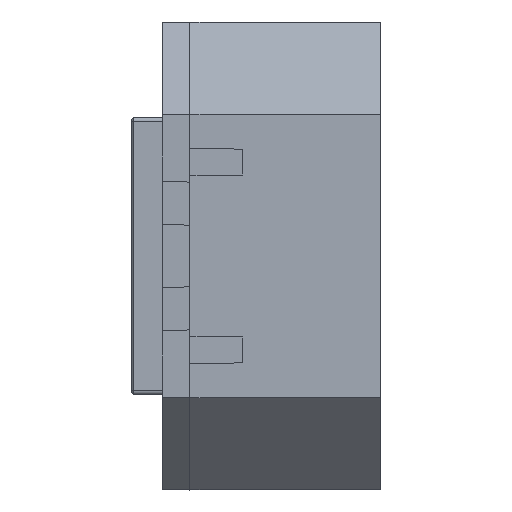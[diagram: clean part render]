
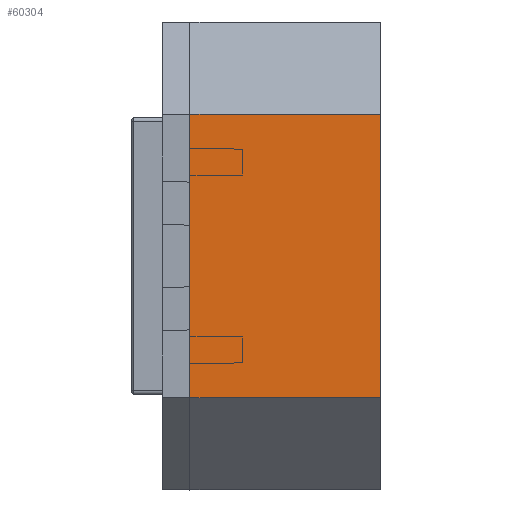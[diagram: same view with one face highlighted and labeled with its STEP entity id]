
A CAD part, left-side view. The second image highlights one B-rep face of the part: STEP entity #60304.
In plain terms, the highlighted planar face has unit normal (-1, 0, 0).
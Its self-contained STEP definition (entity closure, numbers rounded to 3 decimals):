
#5240 = VERTEX_POINT ( 'NONE', #83102 ) ;
#6773 = CARTESIAN_POINT ( 'NONE',  ( -82.5, -23., 31. ) ) ;
#8616 = DIRECTION ( 'NONE',  ( 0., 0., -1. ) ) ;
#12050 = DIRECTION ( 'NONE',  ( 0., 0., -1. ) ) ;
#12855 = ORIENTED_EDGE ( 'NONE', *, *, #133732, .T. ) ;
#21266 = EDGE_CURVE ( 'NONE', #5240, #41269, #103527, .T. ) ;
#35638 = ORIENTED_EDGE ( 'NONE', *, *, #156154, .F. ) ;
#37984 = DIRECTION ( 'NONE',  ( 0., -1., 0. ) ) ;
#40799 = LINE ( 'NONE', #66679, #56520 ) ;
#41269 = VERTEX_POINT ( 'NONE', #132483 ) ;
#42903 = AXIS2_PLACEMENT_3D ( 'NONE', #81948, #69007, #97438 ) ;
#48309 = CARTESIAN_POINT ( 'NONE',  ( -82.5, -23., 31. ) ) ;
#56520 = VECTOR ( 'NONE', #81305, 1000. ) ;
#58653 = VERTEX_POINT ( 'NONE', #6773 ) ;
#60304 = ADVANCED_FACE ( 'NONE', ( #149202 ), #122461, .F. ) ;
#60993 = VECTOR ( 'NONE', #12050, 1000. ) ;
#66679 = CARTESIAN_POINT ( 'NONE',  ( -82.5, -23., 31. ) ) ;
#67239 = LINE ( 'NONE', #130254, #60993 ) ;
#69007 = DIRECTION ( 'NONE',  ( 1., 0., 0. ) ) ;
#72570 = ORIENTED_EDGE ( 'NONE', *, *, #85258, .F. ) ;
#81305 = DIRECTION ( 'NONE',  ( 0., -1., 0. ) ) ;
#81948 = CARTESIAN_POINT ( 'NONE',  ( -82.5, -23., 31. ) ) ;
#83102 = CARTESIAN_POINT ( 'NONE',  ( -82.5, 23., 0. ) ) ;
#85258 = EDGE_CURVE ( 'NONE', #58653, #41269, #165644, .T. ) ;
#89833 = CARTESIAN_POINT ( 'NONE',  ( -82.5, 23., 31. ) ) ;
#97266 = VECTOR ( 'NONE', #8616, 1000. ) ;
#97438 = DIRECTION ( 'NONE',  ( 0., 0., -1. ) ) ;
#103527 = LINE ( 'NONE', #156141, #116819 ) ;
#103560 = VERTEX_POINT ( 'NONE', #89833 ) ;
#116819 = VECTOR ( 'NONE', #37984, 1000. ) ;
#122461 = PLANE ( 'NONE',  #42903 ) ;
#129384 = ORIENTED_EDGE ( 'NONE', *, *, #21266, .T. ) ;
#130254 = CARTESIAN_POINT ( 'NONE',  ( -82.5, 23., 31. ) ) ;
#132483 = CARTESIAN_POINT ( 'NONE',  ( -82.5, -23., 0. ) ) ;
#133732 = EDGE_CURVE ( 'NONE', #103560, #5240, #67239, .T. ) ;
#149202 = FACE_OUTER_BOUND ( 'NONE', #167673, .T. ) ;
#156141 = CARTESIAN_POINT ( 'NONE',  ( -82.5, -23., 0. ) ) ;
#156154 = EDGE_CURVE ( 'NONE', #103560, #58653, #40799, .T. ) ;
#165644 = LINE ( 'NONE', #48309, #97266 ) ;
#167673 = EDGE_LOOP ( 'NONE', ( #129384, #72570, #35638, #12855 ) ) ;
